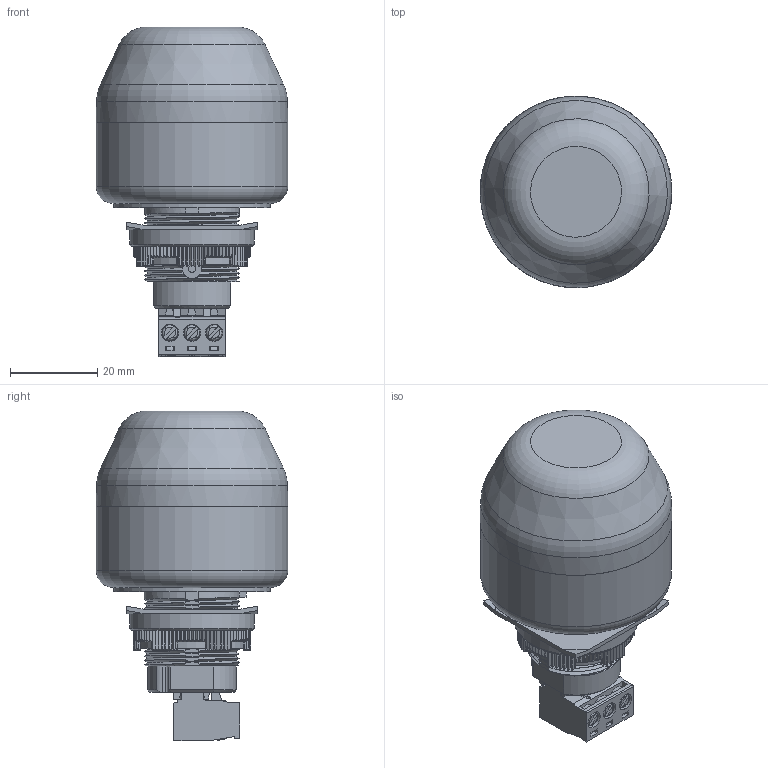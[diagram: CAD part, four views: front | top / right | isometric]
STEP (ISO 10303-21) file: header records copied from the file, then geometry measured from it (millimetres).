
FILE_DESCRIPTION(/* description */ (''),/* implementation_level */ '2;1');
FILE_NAME(/* name */ 'IBM ISM IDM ITM.stp',/* time_stamp */ '2012-09-10T14:47:36+02:00',/* author */ (''),/* organization */ (''),/* preprocessor_version */ 'ST-DEVELOPER v11',/* originating_system */ 'SIEMENS PLM Software NX 7.5',/* authorisation */ '');
FILE_SCHEMA (('AUTOMOTIVE_DESIGN { 1 0 10303 214 1 1 1 1 }'));
Length unit declared in the file: millimetre
Products named in the file (1): m.neC6854vvr
Bounding box: 44 x 44 x 75.7 mm (x, y, z)
Volume: 65793.4 mm3; surface area: 25440.9 mm2
Topology: 7 solids, 7 shells, 1748 faces, 5012 edges, 3271 vertices
Faces by surface type: plane 1144, cylinder 426, cone 58, torus 55, bspline 33, sphere 20, extrusion 12
Full cylindrical faces by diameter (mm): 1.6 x2, 3.4 x2, 4.4 x1, 21.209 x1, 25.4 x1, 28.575 x1, 36 x1, 41.6 x1, 44 x1
Entity records: 82033 total; most frequent: CARTESIAN_POINT 37158, ORIENTED_EDGE 9920, DIRECTION 8547, EDGE_CURVE 4960, VERTEX_POINT 3263, VECTOR 3225, LINE 3213, AXIS2_PLACEMENT_3D 2661
